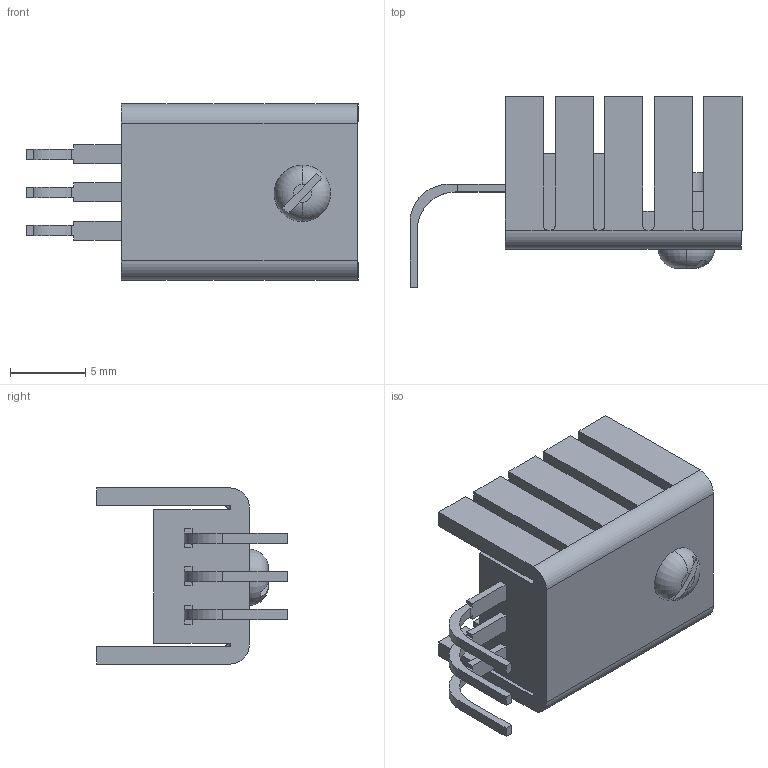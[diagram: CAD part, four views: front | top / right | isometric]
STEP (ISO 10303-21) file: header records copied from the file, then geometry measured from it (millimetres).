
FILE_DESCRIPTION (( 'STEP AP214' ), '1' );
FILE_NAME ('User Library-TO-220-2.STEP', '2017-02-27T23:29:44', ( 'Windows User' ), ( '' ), 'SwSTEP 2.0', 'SolidWorks 2017', '' );
FILE_SCHEMA (( 'AUTOMOTIVE_DESIGN' ));
Length unit declared in the file: inch
Products named in the file (1): User Library-TO-220-2
Bounding box: 22.1 x 12.7 x 11.71 mm (x, y, z)
Volume: 979.8 mm3; surface area: 1415.3 mm2
Topology: 1 solids, 2 shells, 145 faces, 388 edges, 252 vertices
Faces by surface type: plane 111, cylinder 32, torus 2
Entity records: 5556 total; most frequent: CARTESIAN_POINT 820, ORIENTED_EDGE 776, DIRECTION 750, EDGE_CURVE 388, LINE 306, VECTOR 306, VERTEX_POINT 252, AXIS2_PLACEMENT_3D 222
